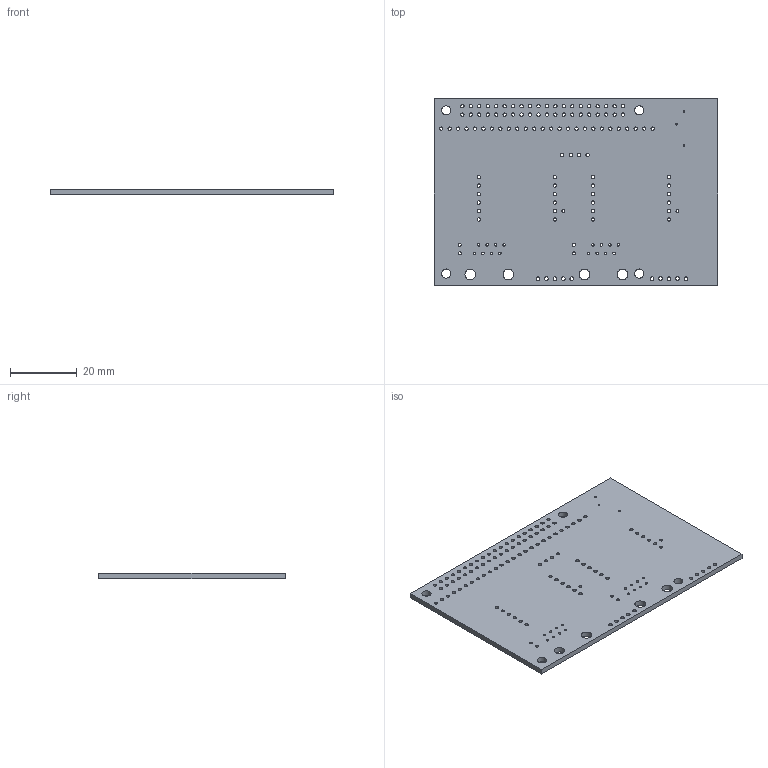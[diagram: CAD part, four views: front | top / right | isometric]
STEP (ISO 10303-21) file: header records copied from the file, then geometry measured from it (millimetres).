
FILE_DESCRIPTION(('for SolidWorks'),'2;1');
FILE_NAME( 'pcb.step', '2016-04-04T18:22:50',('Sawaiz'),(''), 'Open CASCADE STEP processor 6.6','Diptrace','Unknown');
FILE_SCHEMA(('AUTOMOTIVE_DESIGN { 1 0 10303 214 1 1 1 1 }'));
Length unit declared in the file: millimetre
Products named in the file (2): PCB; Board
Assembly tree (1 placements, depth 2):
  PCB
    Board
Bounding box: 85 x 56 x 1.6 mm (x, y, z)
Volume: 7370.5 mm3; surface area: 10415.4 mm2
Topology: 1 solids, 1 shells, 143 faces, 423 edges, 282 vertices
Faces by surface type: cylinder 137, plane 6
Full cylindrical faces by diameter (mm): 0.483 x3, 0.76 x16, 0.9 x6, 1.016 x64, 1.02 x30, 1.1 x10, 2.75 x4, 3.2 x4
Entity records: 5536 total; most frequent: DIRECTION 987, CARTESIAN_POINT 850, ORIENTED_EDGE 846, EDGE_CURVE 423, AXIS2_PLACEMENT_3D 419, FACE_BOUND 417, EDGE_LOOP 417, VERTEX_POINT 282
